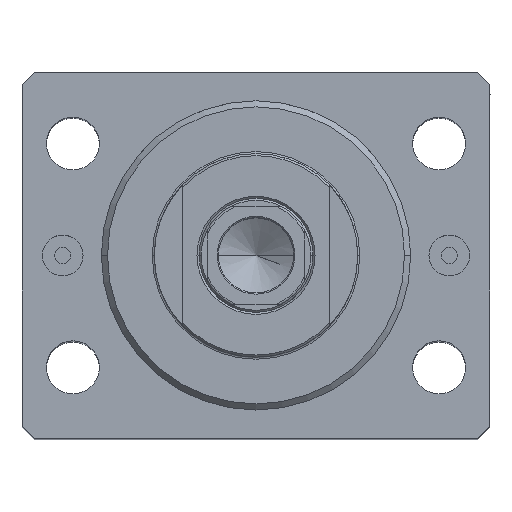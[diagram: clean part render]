
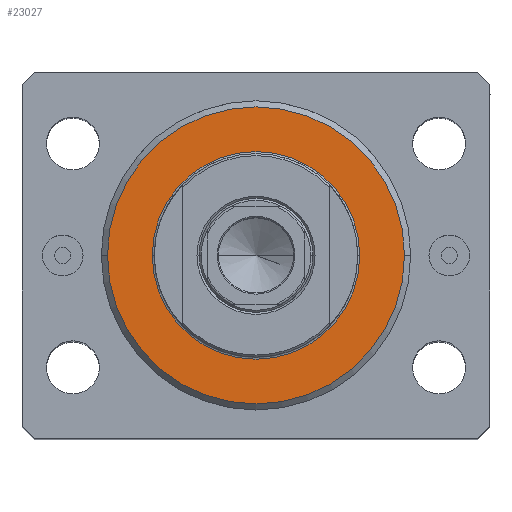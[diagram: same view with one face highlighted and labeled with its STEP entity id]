
A CAD part, top view. The second image highlights one B-rep face of the part: STEP entity #23027.
In plain terms, the highlighted face is planar.
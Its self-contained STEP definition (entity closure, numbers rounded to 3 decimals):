
#245 = CARTESIAN_POINT ( 'NONE',  ( 0., 0., 0. ) ) ;
#347 = CARTESIAN_POINT ( 'NONE',  ( -25.5, 0., 0. ) ) ;
#943 = AXIS2_PLACEMENT_3D ( 'NONE', #39756, #5353, #1975 ) ;
#1316 = EDGE_LOOP ( 'NONE', ( #43986, #10821 ) ) ;
#1707 = EDGE_CURVE ( 'NONE', #37002, #6800, #40168, .T. ) ;
#1920 = FACE_OUTER_BOUND ( 'NONE', #7640, .T. ) ;
#1975 = DIRECTION ( 'NONE',  ( 1., 0., 0. ) ) ;
#2141 = DIRECTION ( 'NONE',  ( 1., 0., 0. ) ) ;
#5353 = DIRECTION ( 'NONE',  ( 0., 0., -1. ) ) ;
#6800 = VERTEX_POINT ( 'NONE', #21250 ) ;
#7640 = EDGE_LOOP ( 'NONE', ( #16112, #28710 ) ) ;
#10821 = ORIENTED_EDGE ( 'NONE', *, *, #1707, .T. ) ;
#11047 = AXIS2_PLACEMENT_3D ( 'NONE', #28524, #35723, #31679 ) ;
#12476 = CARTESIAN_POINT ( 'NONE',  ( 0., 0., 0. ) ) ;
#13613 = CIRCLE ( 'NONE', #41641, 36.5 ) ;
#13947 = DIRECTION ( 'NONE',  ( 0., 0., 1. ) ) ;
#14566 = CIRCLE ( 'NONE', #943, 36.5 ) ;
#15621 = PLANE ( 'NONE',  #17610 ) ;
#16112 = ORIENTED_EDGE ( 'NONE', *, *, #16391, .T. ) ;
#16391 = EDGE_CURVE ( 'NONE', #43466, #31031, #14566, .T. ) ;
#17610 = AXIS2_PLACEMENT_3D ( 'NONE', #12476, #25983, #2141 ) ;
#19484 = EDGE_CURVE ( 'NONE', #6800, #37002, #39084, .T. ) ;
#21250 = CARTESIAN_POINT ( 'NONE',  ( 25.5, 0., 0. ) ) ;
#23027 = ADVANCED_FACE ( 'NONE', ( #32733, #1920 ), #15621, .F. ) ;
#25983 = DIRECTION ( 'NONE',  ( 0., 0., 1. ) ) ;
#26466 = EDGE_CURVE ( 'NONE', #31031, #43466, #13613, .T. ) ;
#27287 = CARTESIAN_POINT ( 'NONE',  ( 0., 0., 0. ) ) ;
#27671 = DIRECTION ( 'NONE',  ( 1., 0., 0. ) ) ;
#28524 = CARTESIAN_POINT ( 'NONE',  ( 0., 0., 0. ) ) ;
#28710 = ORIENTED_EDGE ( 'NONE', *, *, #26466, .T. ) ;
#29058 = CARTESIAN_POINT ( 'NONE',  ( 36.5, 0., 0. ) ) ;
#30867 = AXIS2_PLACEMENT_3D ( 'NONE', #245, #13947, #27671 ) ;
#31031 = VERTEX_POINT ( 'NONE', #36381 ) ;
#31679 = DIRECTION ( 'NONE',  ( 1., 0., 0. ) ) ;
#32733 = FACE_BOUND ( 'NONE', #1316, .T. ) ;
#35723 = DIRECTION ( 'NONE',  ( 0., 0., 1. ) ) ;
#36381 = CARTESIAN_POINT ( 'NONE',  ( -36.5, 0., 0. ) ) ;
#37002 = VERTEX_POINT ( 'NONE', #347 ) ;
#38063 = DIRECTION ( 'NONE',  ( 0., 0., -1. ) ) ;
#39084 = CIRCLE ( 'NONE', #11047, 25.5 ) ;
#39756 = CARTESIAN_POINT ( 'NONE',  ( 0., 0., 0. ) ) ;
#40168 = CIRCLE ( 'NONE', #30867, 25.5 ) ;
#41641 = AXIS2_PLACEMENT_3D ( 'NONE', #27287, #38063, #41650 ) ;
#41650 = DIRECTION ( 'NONE',  ( 1., 0., 0. ) ) ;
#43466 = VERTEX_POINT ( 'NONE', #29058 ) ;
#43986 = ORIENTED_EDGE ( 'NONE', *, *, #19484, .T. ) ;
